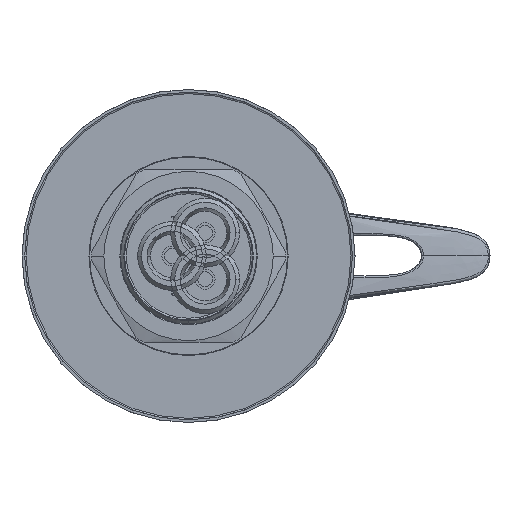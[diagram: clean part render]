
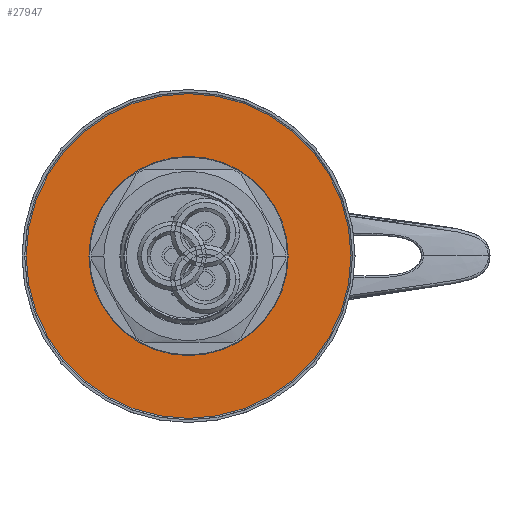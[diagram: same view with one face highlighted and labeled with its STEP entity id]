
A CAD part, front view. The second image highlights one B-rep face of the part: STEP entity #27947.
In plain terms, the highlighted planar face has unit normal (0, -1, 0).
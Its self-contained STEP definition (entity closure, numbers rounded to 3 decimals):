
#27734=CARTESIAN_POINT('',(0.,1.7,0.));
#27735=DIRECTION('',(0.,1.,0.));
#27736=DIRECTION('',(1.,0.,0.));
#27737=AXIS2_PLACEMENT_3D('',#27734,#27735,#27736);
#27739=CARTESIAN_POINT('',(0.,1.7,0.));
#27740=DIRECTION('',(0.,1.,0.));
#27741=DIRECTION('',(-1.,0.,0.));
#27742=AXIS2_PLACEMENT_3D('',#27739,#27740,#27741);
#27744=CARTESIAN_POINT('',(0.,1.7,0.));
#27745=DIRECTION('',(0.,1.,0.));
#27746=DIRECTION('',(1.,0.,0.));
#27747=AXIS2_PLACEMENT_3D('',#27744,#27745,#27746);
#27749=CARTESIAN_POINT('',(0.,1.7,0.));
#27750=DIRECTION('',(0.,1.,0.));
#27751=DIRECTION('',(-1.,0.,0.));
#27752=AXIS2_PLACEMENT_3D('',#27749,#27750,#27751);
#27794=CARTESIAN_POINT('',(48.911,1.7,0.));
#27795=CARTESIAN_POINT('',(-48.911,1.7,0.));
#27796=VERTEX_POINT('',#27794);
#27797=VERTEX_POINT('',#27795);
#27810=CARTESIAN_POINT('',(21.,1.7,0.));
#27811=CARTESIAN_POINT('',(-21.,1.7,0.));
#27812=VERTEX_POINT('',#27810);
#27813=VERTEX_POINT('',#27811);
#27932=CARTESIAN_POINT('',(0.,1.7,0.));
#27933=DIRECTION('',(0.,1.,0.));
#27934=DIRECTION('',(1.,0.,0.));
#27935=AXIS2_PLACEMENT_3D('',#27932,#27933,#27934);
#27936=PLANE('',#27935);
#27938=ORIENTED_EDGE('',*,*,#27937,.T.);
#27940=ORIENTED_EDGE('',*,*,#27939,.T.);
#27941=EDGE_LOOP('',(#27938,#27940));
#27942=FACE_OUTER_BOUND('',#27941,.F.);
#27943=ORIENTED_EDGE('',*,*,#27912,.F.);
#27944=ORIENTED_EDGE('',*,*,#27926,.F.);
#27945=EDGE_LOOP('',(#27943,#27944));
#27946=FACE_BOUND('',#27945,.F.);
#27947=ADVANCED_FACE('',(#27942,#27946),#27936,.F.);
#27738=CIRCLE('',#27737,48.911);
#27743=CIRCLE('',#27742,48.911);
#27748=CIRCLE('',#27747,21.);
#27753=CIRCLE('',#27752,21.);
#27912=EDGE_CURVE('',#27812,#27813,#27748,.T.);
#27926=EDGE_CURVE('',#27813,#27812,#27753,.T.);
#27937=EDGE_CURVE('',#27796,#27797,#27738,.T.);
#27939=EDGE_CURVE('',#27797,#27796,#27743,.T.);
